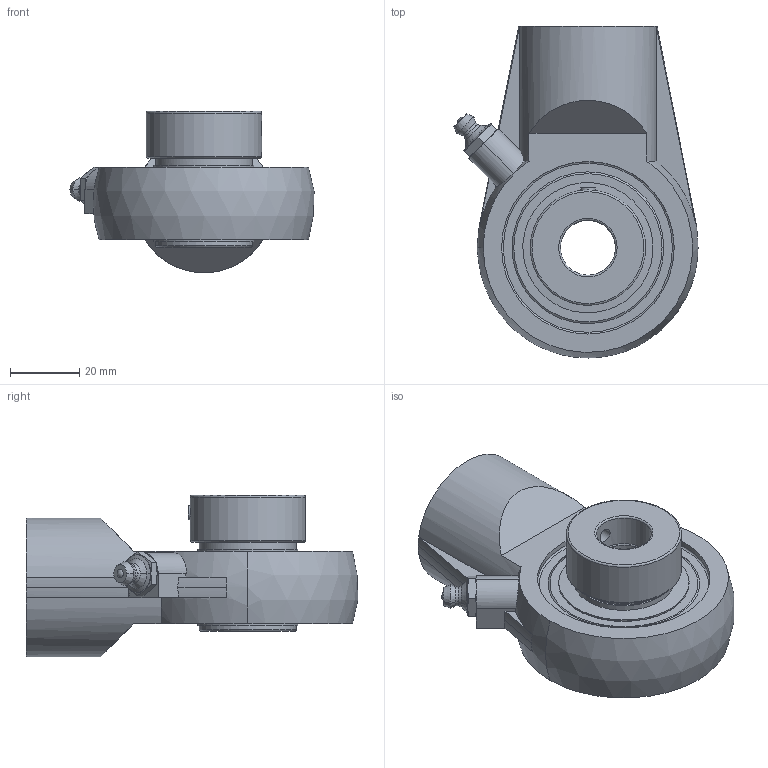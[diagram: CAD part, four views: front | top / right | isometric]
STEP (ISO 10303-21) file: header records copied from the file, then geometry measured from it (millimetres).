
FILE_DESCRIPTION(('HOOPS Exchange Step'),'2;1');
FILE_NAME('export-84C514DF-E653-4431-A11B-D7AA9D06FFBF.stp','2019-12-13T13:19:06-08:00',('ibuslach'),('Alibre'),'HOOPS Exchange 2019.2','Alibre','Unknown authorisation');
FILE_SCHEMA( ('AP242_MANAGED_MODEL_BASED_3D_ENGINEERING_MIM_LF {1 0 10303 442 1 1 4 }') );
Length unit declared in the file: centimetre
Products named in the file (8): MRN SHA 204; ZERK 6mm; SNC 201 SHIELD; SNC 201 SS; SNC 202-10 RACES; SNC 202-10 COLLAR; MRN SNC 202-10; MRN SNCHA 202-10
Assembly tree (8 placements, depth 3):
  MRN SNCHA 202-10
    MRN SHA 204
    ZERK 6mm
    MRN SNC 202-10
      SNC 201 SHIELD  x2
      SNC 201 SS
      SNC 202-10 RACES
      SNC 202-10 COLLAR
Bounding box: 70.47 x 95.8 x 46.59 mm (x, y, z)
Volume: 94492 mm3; surface area: 35190.2 mm2
Topology: 8 solids, 8 shells, 170 faces, 448 edges, 292 vertices
Faces by surface type: plane 57, cylinder 43, cone 37, torus 19, sphere 10, bspline 4
Full cylindrical faces by diameter (mm): 2.006 x2, 4.134 x3, 6 x2, 15.875 x2, 19.05 x1, 25.908 x2, 27.94 x4, 28.956 x2, 33.3 x1, 37.214 x2, 37.618 x2, 49.818 x2
Entity records: 8031 total; most frequent: CARTESIAN_POINT 3726, DIRECTION 945, ORIENTED_EDGE 842, EDGE_CURVE 421, AXIS2_PLACEMENT_3D 413, VERTEX_POINT 278, CIRCLE 222, EDGE_LOOP 187
